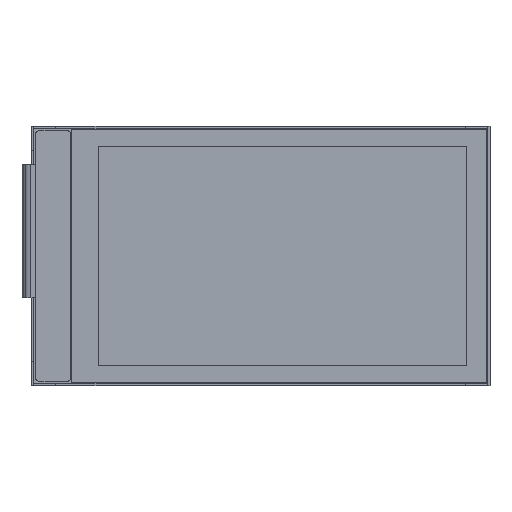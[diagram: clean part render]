
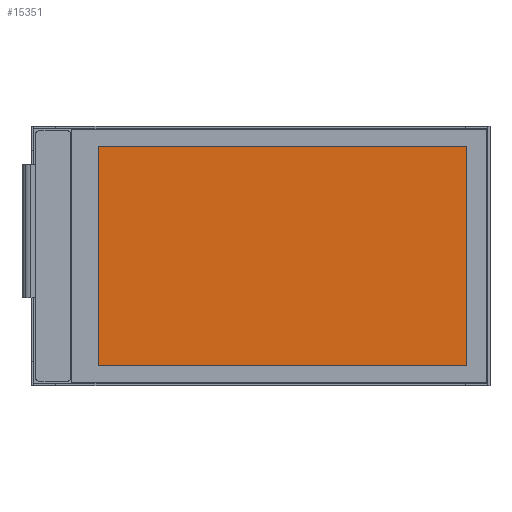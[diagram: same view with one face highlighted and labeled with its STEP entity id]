
A CAD part, top view. The second image highlights one B-rep face of the part: STEP entity #15351.
In plain terms, the highlighted planar face has unit normal (0, 0, 1).
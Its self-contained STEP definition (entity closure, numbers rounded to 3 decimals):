
#1511=LINE('',#22613,#2392);
#1514=LINE('',#22619,#2395);
#1517=LINE('',#22625,#2398);
#1518=LINE('',#22627,#2399);
#2392=VECTOR('',#18125,1000.);
#2395=VECTOR('',#18130,1000.);
#2398=VECTOR('',#18135,1000.);
#2399=VECTOR('',#18138,1000.);
#4798=ORIENTED_EDGE('',*,*,#6954,.F.);
#4799=ORIENTED_EDGE('',*,*,#6953,.F.);
#4800=ORIENTED_EDGE('',*,*,#6950,.F.);
#4801=ORIENTED_EDGE('',*,*,#6947,.F.);
#6947=EDGE_CURVE('',#8179,#8180,#1511,.T.);
#6950=EDGE_CURVE('',#8180,#8181,#1514,.T.);
#6953=EDGE_CURVE('',#8181,#8182,#1517,.T.);
#6954=EDGE_CURVE('',#8182,#8179,#1518,.T.);
#8179=VERTEX_POINT('',#22614);
#8180=VERTEX_POINT('',#22615);
#8181=VERTEX_POINT('',#22620);
#8182=VERTEX_POINT('',#22624);
#9081=EDGE_LOOP('',(#4798,#4799,#4800,#4801));
#9781=FACE_BOUND('',#9081,.T.);
#10336=PLANE('',#16136);
#15351=ADVANCED_FACE('',(#9781),#10336,.F.);
#16136=AXIS2_PLACEMENT_3D('',#22628,#18139,#18140);
#18125=DIRECTION('',(0.,1.,0.));
#18130=DIRECTION('',(1.,0.,0.));
#18135=DIRECTION('',(0.,-1.,0.));
#18138=DIRECTION('',(-1.,0.,0.));
#18139=DIRECTION('',(0.,0.,-1.));
#18140=DIRECTION('',(-1.,0.,0.));
#22613=CARTESIAN_POINT('',(-10.991,-7.43,1.092));
#22614=CARTESIAN_POINT('',(-10.991,-7.43,1.092));
#22615=CARTESIAN_POINT('',(-10.991,7.43,1.092));
#22619=CARTESIAN_POINT('',(-10.991,7.43,1.092));
#22620=CARTESIAN_POINT('',(13.919,7.43,1.092));
#22624=CARTESIAN_POINT('',(13.919,-7.43,1.092));
#22625=CARTESIAN_POINT('',(13.919,7.43,1.092));
#22627=CARTESIAN_POINT('',(13.919,-7.43,1.092));
#22628=CARTESIAN_POINT('',(0.,0.,1.092));
